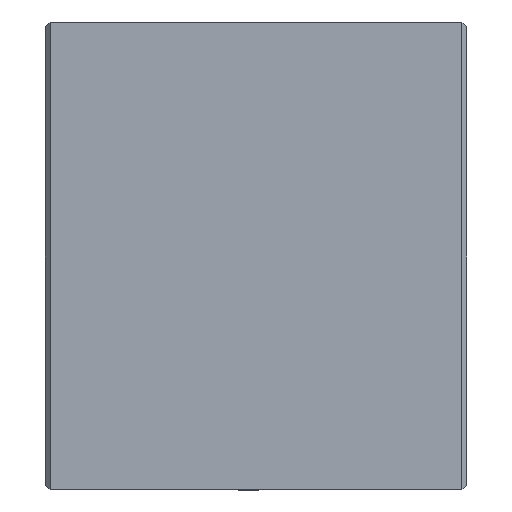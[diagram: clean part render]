
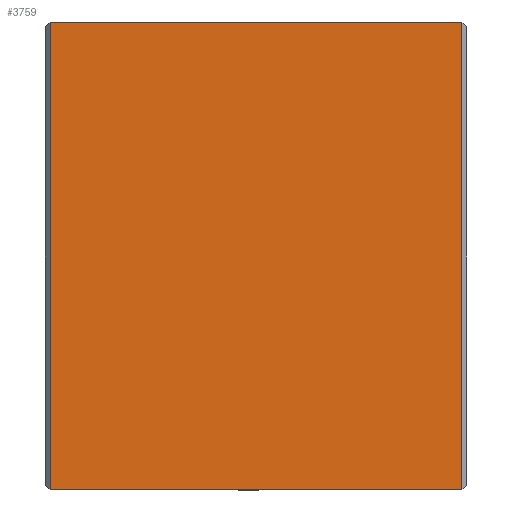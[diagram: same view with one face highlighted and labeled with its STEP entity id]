
A CAD part, left-side view. The second image highlights one B-rep face of the part: STEP entity #3759.
In plain terms, the highlighted planar face has unit normal (-1, 0, 0).
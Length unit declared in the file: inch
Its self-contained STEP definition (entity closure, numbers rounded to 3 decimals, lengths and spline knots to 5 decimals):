
#221 = CARTESIAN_POINT ( 'NONE',  ( -0.5, 0.445, 0.5 ) ) ;
#312 = VECTOR ( 'NONE', #7344, 39.37008 ) ;
#788 = DIRECTION ( 'NONE',  ( 0., 0., -1. ) ) ;
#807 = VECTOR ( 'NONE', #5082, 39.37008 ) ;
#1213 = DIRECTION ( 'NONE',  ( 0., -1., 0. ) ) ;
#1222 = CARTESIAN_POINT ( 'NONE',  ( -0.5, 0.435, -0.5 ) ) ;
#1385 = CARTESIAN_POINT ( 'NONE',  ( -0.5, -0.445, -0.5 ) ) ;
#1705 = ORIENTED_EDGE ( 'NONE', *, *, #7934, .T. ) ;
#1940 = EDGE_CURVE ( 'NONE', #7115, #4774, #7676, .T. ) ;
#2862 = CARTESIAN_POINT ( 'NONE',  ( -0.5, -0.445, 0.5 ) ) ;
#3759 = ADVANCED_FACE ( 'NONE', ( #5804 ), #4557, .F. ) ;
#3873 = CARTESIAN_POINT ( 'NONE',  ( -0.5, 0.445, 0.5 ) ) ;
#4089 = ORIENTED_EDGE ( 'NONE', *, *, #1940, .F. ) ;
#4103 = DIRECTION ( 'NONE',  ( 0., 0., 1. ) ) ;
#4255 = LINE ( 'NONE', #6711, #7136 ) ;
#4261 = LINE ( 'NONE', #1222, #312 ) ;
#4557 = PLANE ( 'NONE',  #5926 ) ;
#4580 = LINE ( 'NONE', #2862, #5454 ) ;
#4638 = DIRECTION ( 'NONE',  ( 1., 0., 0. ) ) ;
#4774 = VERTEX_POINT ( 'NONE', #5190 ) ;
#4849 = CARTESIAN_POINT ( 'NONE',  ( -0.5, 0.435, 0.5 ) ) ;
#5082 = DIRECTION ( 'NONE',  ( 0., -1., 0. ) ) ;
#5190 = CARTESIAN_POINT ( 'NONE',  ( -0.5, -0.445, 0.5 ) ) ;
#5454 = VECTOR ( 'NONE', #4103, 39.37008 ) ;
#5593 = CARTESIAN_POINT ( 'NONE',  ( -0.5, 0.435, -0.5 ) ) ;
#5804 = FACE_OUTER_BOUND ( 'NONE', #6184, .T. ) ;
#5926 = AXIS2_PLACEMENT_3D ( 'NONE', #221, #4638, #788 ) ;
#6105 = VERTEX_POINT ( 'NONE', #5593 ) ;
#6184 = EDGE_LOOP ( 'NONE', ( #7757, #6804, #4089, #1705 ) ) ;
#6448 = EDGE_CURVE ( 'NONE', #6105, #7631, #4255, .T. ) ;
#6711 = CARTESIAN_POINT ( 'NONE',  ( -0.5, 0.445, -0.5 ) ) ;
#6804 = ORIENTED_EDGE ( 'NONE', *, *, #7723, .T. ) ;
#7115 = VERTEX_POINT ( 'NONE', #4849 ) ;
#7136 = VECTOR ( 'NONE', #1213, 39.37008 ) ;
#7344 = DIRECTION ( 'NONE',  ( 0., 0., -1. ) ) ;
#7631 = VERTEX_POINT ( 'NONE', #1385 ) ;
#7676 = LINE ( 'NONE', #3873, #807 ) ;
#7723 = EDGE_CURVE ( 'NONE', #7631, #4774, #4580, .T. ) ;
#7757 = ORIENTED_EDGE ( 'NONE', *, *, #6448, .T. ) ;
#7934 = EDGE_CURVE ( 'NONE', #7115, #6105, #4261, .T. ) ;
